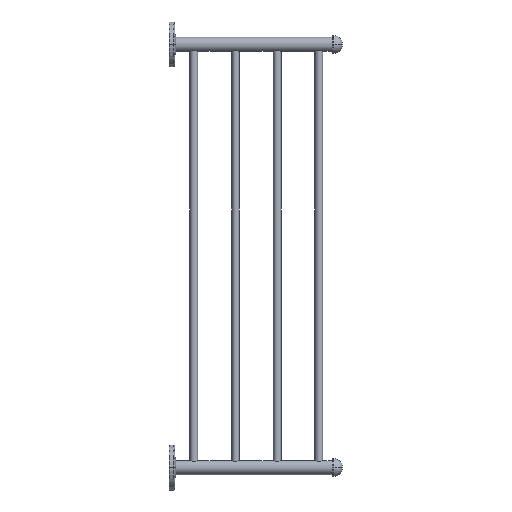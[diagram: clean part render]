
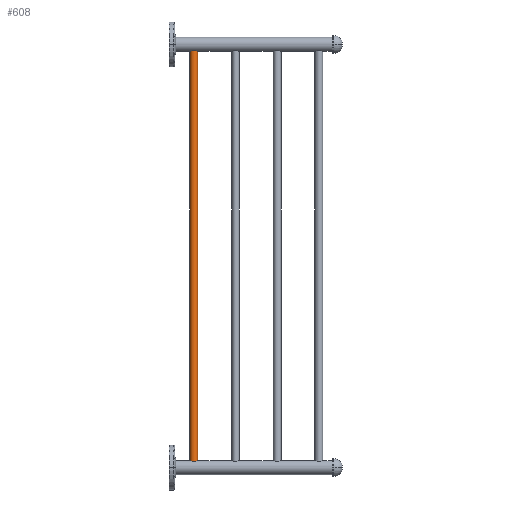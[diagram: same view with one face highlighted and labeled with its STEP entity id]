
A CAD part, top view. The second image highlights one B-rep face of the part: STEP entity #608.
In plain terms, the highlighted cylindrical face has radius 6 mm (diameter 12 mm), a partial arc.
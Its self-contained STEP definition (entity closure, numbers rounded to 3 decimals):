
#119 = CARTESIAN_POINT ( 'NONE',  ( 6., 0., -337.5 ) ) ;
#124 = DIRECTION ( 'NONE',  ( 0., 0., 1. ) ) ;
#146 = CARTESIAN_POINT ( 'NONE',  ( 0., 0., -337.5 ) ) ;
#148 = DIRECTION ( 'NONE',  ( 1., 0., 0. ) ) ;
#179 = DIRECTION ( 'NONE',  ( 0., 0., 1. ) ) ;
#185 = DIRECTION ( 'NONE',  ( 0., 0., 1. ) ) ;
#188 = CARTESIAN_POINT ( 'NONE',  ( 0., 0., 330. ) ) ;
#199 = DIRECTION ( 'NONE',  ( 1., 0., 0. ) ) ;
#246 = CARTESIAN_POINT ( 'NONE',  ( 6., 0., 330. ) ) ;
#247 = CARTESIAN_POINT ( 'NONE',  ( -6., 0., 330. ) ) ;
#288 = AXIS2_PLACEMENT_3D ( 'NONE', #188, #124, #148 ) ;
#608 = ADVANCED_FACE ( 'NONE', ( #1103 ), #860, .T. ) ;
#632 = AXIS2_PLACEMENT_3D ( 'NONE', #146, #179, #199 ) ;
#653 = EDGE_CURVE ( 'NONE', #1128, #941, #926, .T. ) ;
#671 = EDGE_CURVE ( 'NONE', #1119, #944, #1039, .T. ) ;
#682 = EDGE_CURVE ( 'NONE', #1128, #1119, #901, .T. ) ;
#702 = EDGE_CURVE ( 'NONE', #941, #944, #969, .T. ) ;
#747 = AXIS2_PLACEMENT_3D ( 'NONE', #1407, #1404, #1359 ) ;
#804 = ORIENTED_EDGE ( 'NONE', *, *, #702, .F. ) ;
#809 = ORIENTED_EDGE ( 'NONE', *, *, #671, .T. ) ;
#810 = EDGE_LOOP ( 'NONE', ( #1054, #920, #809, #804 ) ) ;
#860 = CYLINDRICAL_SURFACE ( 'NONE', #747, 6. ) ;
#889 = VECTOR ( 'NONE', #1360, 1000. ) ;
#901 = CIRCLE ( 'NONE', #632, 6. ) ;
#920 = ORIENTED_EDGE ( 'NONE', *, *, #682, .T. ) ;
#926 = LINE ( 'NONE', #1351, #889 ) ;
#941 = VERTEX_POINT ( 'NONE', #247 ) ;
#944 = VERTEX_POINT ( 'NONE', #246 ) ;
#969 = CIRCLE ( 'NONE', #288, 6. ) ;
#1039 = LINE ( 'NONE', #1495, #1071 ) ;
#1054 = ORIENTED_EDGE ( 'NONE', *, *, #653, .F. ) ;
#1071 = VECTOR ( 'NONE', #185, 1000. ) ;
#1103 = FACE_OUTER_BOUND ( 'NONE', #810, .T. ) ;
#1119 = VERTEX_POINT ( 'NONE', #119 ) ;
#1128 = VERTEX_POINT ( 'NONE', #1557 ) ;
#1351 = CARTESIAN_POINT ( 'NONE',  ( -6., 0., -337.5 ) ) ;
#1359 = DIRECTION ( 'NONE',  ( 1., 0., 0. ) ) ;
#1360 = DIRECTION ( 'NONE',  ( 0., 0., 1. ) ) ;
#1404 = DIRECTION ( 'NONE',  ( 0., 0., 1. ) ) ;
#1407 = CARTESIAN_POINT ( 'NONE',  ( 0., 0., -337.5 ) ) ;
#1495 = CARTESIAN_POINT ( 'NONE',  ( 6., 0., -337.5 ) ) ;
#1557 = CARTESIAN_POINT ( 'NONE',  ( -6., 0., -337.5 ) ) ;
